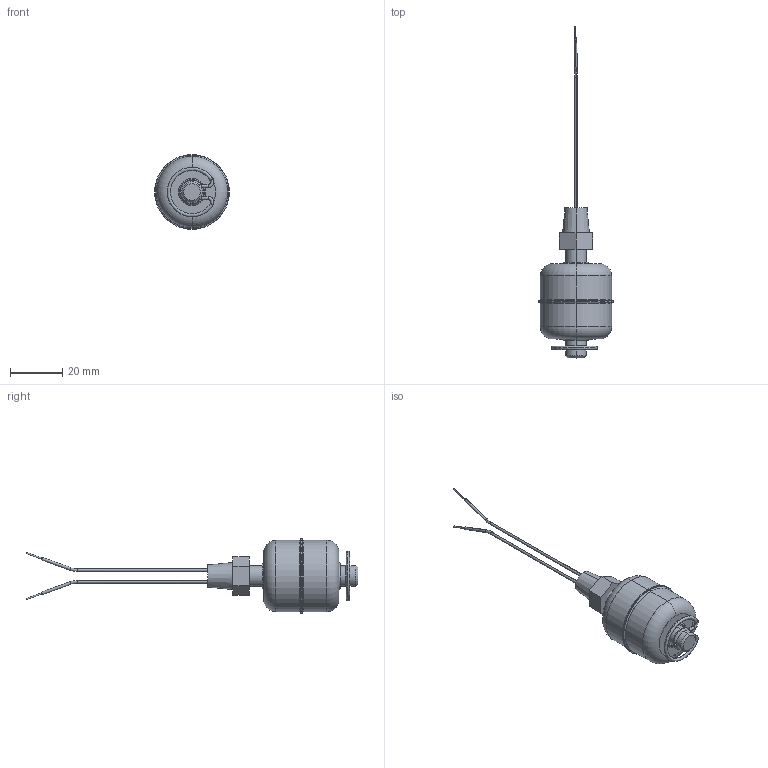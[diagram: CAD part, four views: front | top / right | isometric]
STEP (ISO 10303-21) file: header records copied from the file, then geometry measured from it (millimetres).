
FILE_DESCRIPTION (( 'STEP AP214' ), '1' );
FILE_NAME ('FLS-VM-400.STEP', '2014-01-31T18:43:26', ( '' ), ( '' ), 'SwSTEP 2.0', 'SolidWorks 2013', '' );
FILE_SCHEMA (( 'AUTOMOTIVE_DESIGN' ));
Length unit declared in the file: inch
Products named in the file (1): FLS-VM-400
Bounding box: 28.52 x 126.6 x 28.52 mm (x, y, z)
Volume: 4877.4 mm3; surface area: 9364.4 mm2
Topology: 7 solids, 7 shells, 119 faces, 240 edges, 146 vertices
Faces by surface type: cylinder 38, plane 31, torus 28, bspline 18, cone 4
Entity records: 3492 total; most frequent: CARTESIAN_POINT 812, DIRECTION 612, ORIENTED_EDGE 480, AXIS2_PLACEMENT_3D 274, EDGE_CURVE 240, CIRCLE 172, VERTEX_POINT 146, EDGE_LOOP 134
